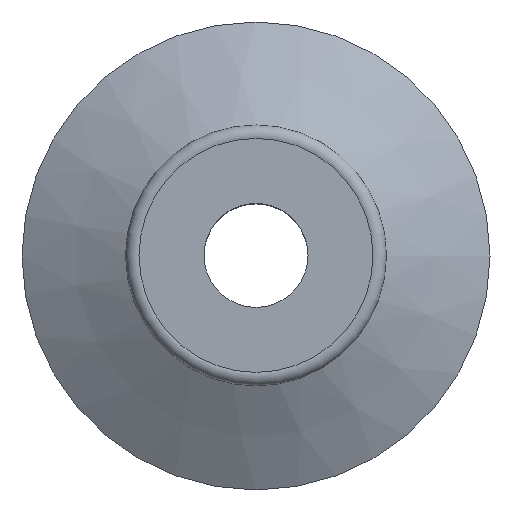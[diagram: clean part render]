
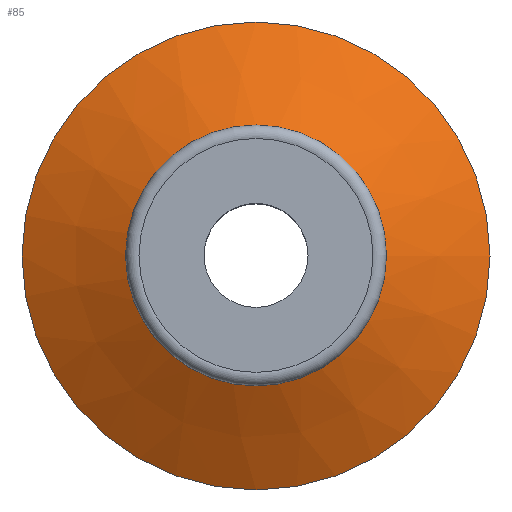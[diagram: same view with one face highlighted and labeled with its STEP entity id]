
A CAD part, top view. The second image highlights one B-rep face of the part: STEP entity #85.
In plain terms, the highlighted conical face has half-angle 61.189 degrees and reference radius 4.5 mm.
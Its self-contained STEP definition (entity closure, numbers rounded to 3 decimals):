
#85 = ADVANCED_FACE( '', ( #113, #114 ), #115, .T. );
#113 = FACE_BOUND( '', #143, .T. );
#114 = FACE_OUTER_BOUND( '', #144, .T. );
#115 = CONICAL_SURFACE( '', #145, 4.5, 1.068 );
#143 = EDGE_LOOP( '', ( #189 ) );
#144 = EDGE_LOOP( '', ( #190 ) );
#145 = AXIS2_PLACEMENT_3D( '', #191, #192, #193 );
#189 = ORIENTED_EDGE( '', *, *, #207, .F. );
#190 = ORIENTED_EDGE( '', *, *, #208, .T. );
#191 = CARTESIAN_POINT( '', ( 0., 0., 0.4 ) );
#192 = DIRECTION( '', ( 0., 0., -1. ) );
#193 = DIRECTION( '', ( -1., 0., 0. ) );
#207 = EDGE_CURVE( '', #225, #225, #226, .T. );
#208 = EDGE_CURVE( '', #227, #227, #228, .T. );
#225 = VERTEX_POINT( '', #245 );
#226 = CIRCLE( '', #246, 2.5 );
#227 = VERTEX_POINT( '', #247 );
#228 = CIRCLE( '', #248, 4.5 );
#245 = CARTESIAN_POINT( '', ( 2.5, 0., 1.5 ) );
#246 = AXIS2_PLACEMENT_3D( '', #273, #274, #275 );
#247 = CARTESIAN_POINT( '', ( 4.5, 0., 0.4 ) );
#248 = AXIS2_PLACEMENT_3D( '', #276, #277, #278 );
#273 = CARTESIAN_POINT( '', ( 0., 0., 1.5 ) );
#274 = DIRECTION( '', ( 0., 0., 1. ) );
#275 = DIRECTION( '', ( 1., 0., 0. ) );
#276 = CARTESIAN_POINT( '', ( 0., 0., 0.4 ) );
#277 = DIRECTION( '', ( 0., 0., 1. ) );
#278 = DIRECTION( '', ( 1., 0., 0. ) );
